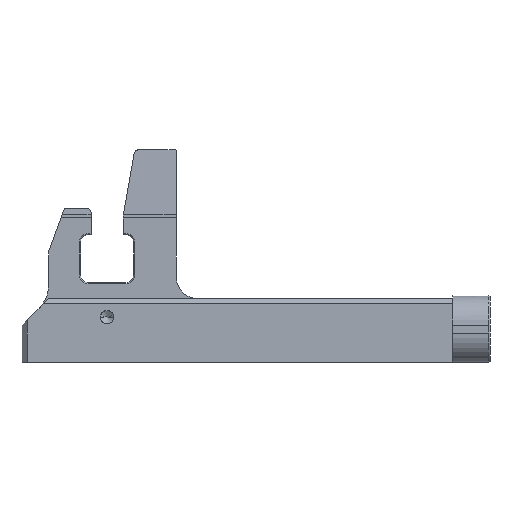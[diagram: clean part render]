
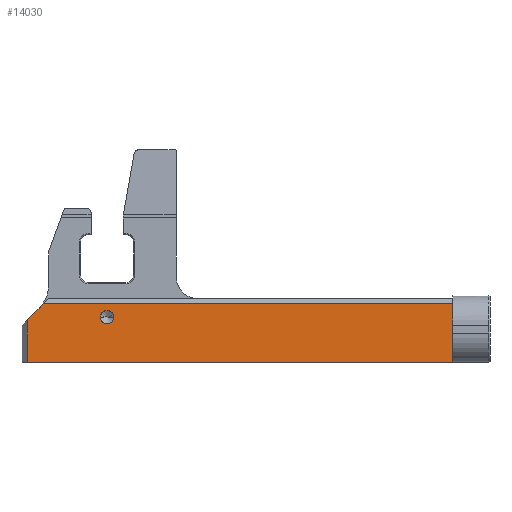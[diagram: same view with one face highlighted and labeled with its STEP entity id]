
A CAD part, left-side view. The second image highlights one B-rep face of the part: STEP entity #14030.
In plain terms, the highlighted planar face has unit normal (-1, 0, 0).
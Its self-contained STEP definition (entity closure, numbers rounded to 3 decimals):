
#1330=CARTESIAN_POINT('',(3751.5,-5619.,-145.));
#1340=VERTEX_POINT('',#1330);
#1370=CARTESIAN_POINT('',(3751.5,-4959.,-145.));
#1380=DIRECTION('',(0.,1.,0.));
#1390=VECTOR('',#1380,1.);
#1400=LINE('',#1370,#1390);
#1410=CARTESIAN_POINT('',(3751.5,-5699.,-145.));
#1420=VERTEX_POINT('',#1410);
#1430=EDGE_CURVE('',#1420,#1340,#1400,.T.);
#6890=CARTESIAN_POINT('',(3751.5,-5699.,-134.));
#6900=VERTEX_POINT('',#6890);
#6950=CARTESIAN_POINT('',(3751.5,-4959.,-134.));
#6960=DIRECTION('',(0.,-1.,0.));
#6970=VECTOR('',#6960,1.);
#6980=LINE('',#6950,#6970);
#6990=CARTESIAN_POINT('',(3751.5,-5622.,-134.));
#7000=VERTEX_POINT('',#6990);
#7010=EDGE_CURVE('',#7000,#6900,#6980,.T.);
#13590=CARTESIAN_POINT('',(3751.5,-5650.,-143.3));
#13600=DIRECTION('',(1.,0.,0.));
#13610=DIRECTION('',(0.,0.,-1.));
#13620=AXIS2_PLACEMENT_3D('',#13590,#13600,#13610);
#13630=PLANE('',#13620);
#13640=CARTESIAN_POINT('',(3751.5,-5634.,-136.5));
#13650=DIRECTION('',(-1.,0.,0.));
#13660=DIRECTION('',(0.,1.,0.));
#13670=AXIS2_PLACEMENT_3D('',#13640,#13650,#13660);
#13680=CIRCLE('',#13670,1.25);
#13690=CARTESIAN_POINT('',(3751.5,-5632.75,-136.5));
#13700=VERTEX_POINT('',#13690);
#13710=CARTESIAN_POINT('',(3751.5,-5635.25,-136.5));
#13720=VERTEX_POINT('',#13710);
#13730=EDGE_CURVE('',#13700,#13720,#13680,.T.);
#13740=ORIENTED_EDGE('',*,*,#13730,.F.);
#13750=EDGE_CURVE('',#13720,#13700,#13680,.T.);
#13760=ORIENTED_EDGE('',*,*,#13750,.F.);
#13770=EDGE_LOOP('',(#13760,#13740));
#13780=FACE_BOUND('',#13770,.T.);
#13790=CARTESIAN_POINT('',(3751.5,-5699.,-133.));
#13800=DIRECTION('',(0.,0.,-1.));
#13810=VECTOR('',#13800,1.);
#13820=LINE('',#13790,#13810);
#13830=EDGE_CURVE('',#6900,#1420,#13820,.T.);
#13840=ORIENTED_EDGE('',*,*,#13830,.F.);
#13850=ORIENTED_EDGE('',*,*,#1430,.F.);
#13860=CARTESIAN_POINT('',(3751.5,-5619.,-141.5));
#13870=DIRECTION('',(0.,0.,-1.));
#13880=VECTOR('',#13870,1.);
#13890=LINE('',#13860,#13880);
#13900=CARTESIAN_POINT('',(3751.5,-5619.,-137.));
#13910=VERTEX_POINT('',#13900);
#13920=EDGE_CURVE('',#13910,#1340,#13890,.T.);
#13930=ORIENTED_EDGE('',*,*,#13920,.T.);
#13940=CARTESIAN_POINT('',(3751.5,-5591.,-165.));
#13950=DIRECTION('',(0.,-0.707,0.707));
#13960=VECTOR('',#13950,1.);
#13970=LINE('',#13940,#13960);
#13980=EDGE_CURVE('',#13910,#7000,#13970,.T.);
#13990=ORIENTED_EDGE('',*,*,#13980,.F.);
#14000=ORIENTED_EDGE('',*,*,#7010,.F.);
#14010=EDGE_LOOP('',(#14000,#13990,#13930,#13850,#13840));
#14020=FACE_OUTER_BOUND('',#14010,.T.);
#14030=ADVANCED_FACE('',(#13780,#14020),#13630,.F.);
